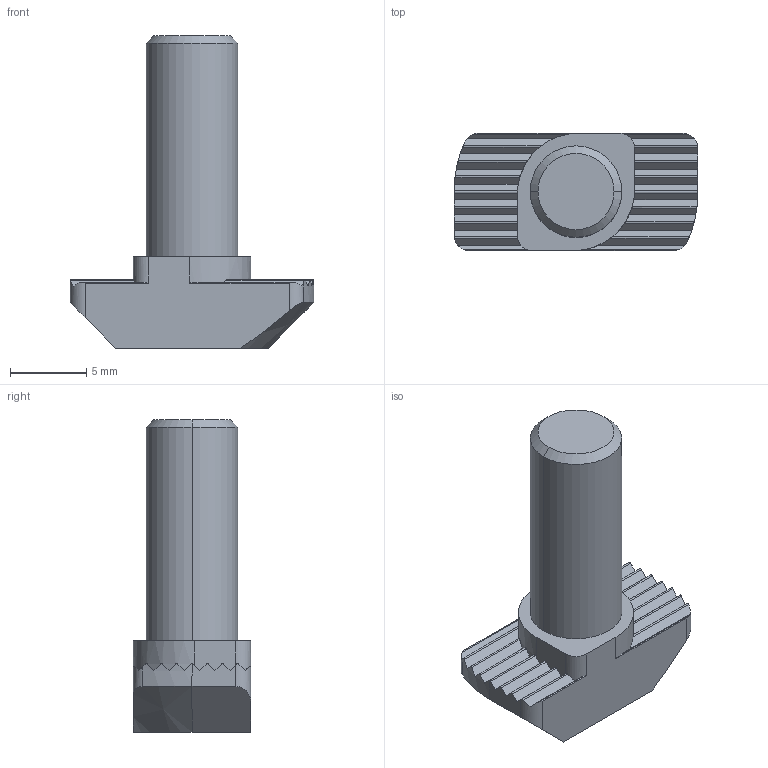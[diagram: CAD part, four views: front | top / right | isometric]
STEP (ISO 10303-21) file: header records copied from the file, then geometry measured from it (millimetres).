
FILE_DESCRIPTION (( 'STEP AP214' ), '1' );
FILE_NAME ('6218600', '2019-01-28T16:56:06', ( '' ), ('JUGARD+KÜNSTNER GmbH'), 'SwSTEP 2.0', 'SolidWorks 2017', '' );
FILE_SCHEMA (( 'AUTOMOTIVE_DESIGN' ));
Length unit declared in the file: millimetre
Products named in the file (1): 6218600
Bounding box: 16 x 7.7 x 20.5 mm (x, y, z)
Volume: 924.1 mm3; surface area: 747.9 mm2
Topology: 1 solids, 1 shells, 93 faces, 258 edges, 167 vertices
Faces by surface type: plane 55, cylinder 32, cone 6
Entity records: 3246 total; most frequent: CARTESIAN_POINT 1015, ORIENTED_EDGE 512, DIRECTION 388, EDGE_CURVE 256, VERTEX_POINT 167, VECTOR 140, LINE 140, AXIS2_PLACEMENT_3D 124
